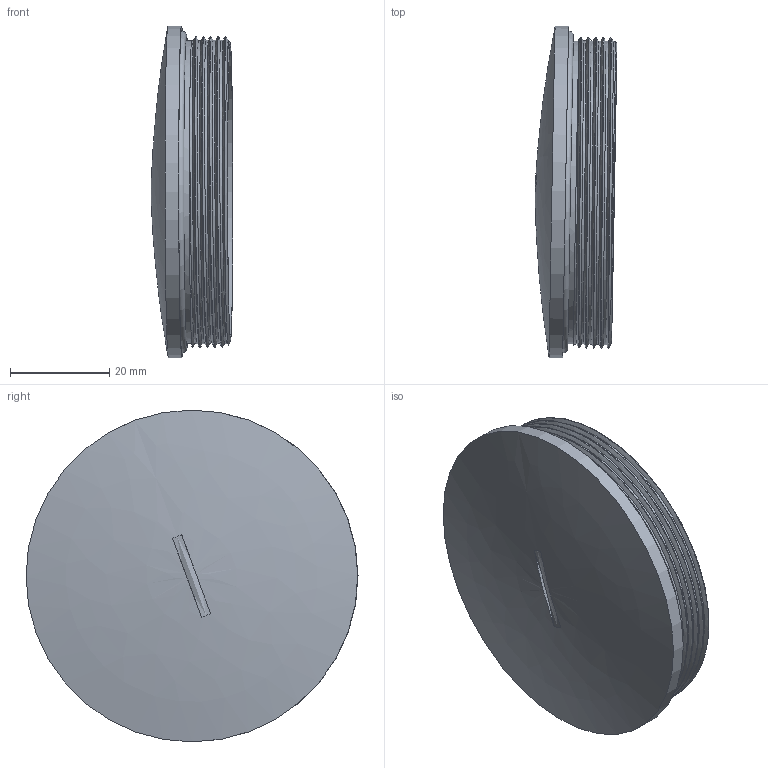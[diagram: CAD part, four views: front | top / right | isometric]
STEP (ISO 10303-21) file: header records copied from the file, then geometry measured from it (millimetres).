
FILE_DESCRIPTION(/* description */ ('Verschlussschraube mit O-Ring M 63x1,5'),/* implementation_level */ '2;1');
FILE_NAME(/* name */ '99017563-RST.stp',/* time_stamp */ '2020-06-22T13:16:27+02:00',/* author */ ('sl'),/* organization */ (''),/* preprocessor_version */ 'ST-DEVELOPER v16.5',/* originating_system */ 'Autodesk Inventor 2017',/* authorisation */ '');
FILE_SCHEMA (('AUTOMOTIVE_DESIGN { 1 0 10303 214 3 1 1 }'));
Length unit declared in the file: millimetre
Products named in the file (3): 99017563; 99017563_1; 99017563_2
Assembly tree (2 placements, depth 2):
  99017563
    99017563_1
    99017563_2
Bounding box: 16.53 x 66.99 x 66.95 mm (x, y, z)
Volume: 15914.5 mm3; surface area: 14033.1 mm2
Topology: 2 solids, 2 shells, 19 faces, 43 edges, 30 vertices
Faces by surface type: plane 7, cylinder 6, bspline 3, cone 2, torus 1
Full cylindrical faces by diameter (mm): 58.69 x1, 61.1 x1, 66.95 x1
Entity records: 1630 total; most frequent: CARTESIAN_POINT 1142, DIRECTION 90, ORIENTED_EDGE 74, AXIS2_PLACEMENT_3D 43, EDGE_CURVE 37, VERTEX_POINT 29, EDGE_LOOP 28, CIRCLE 22
